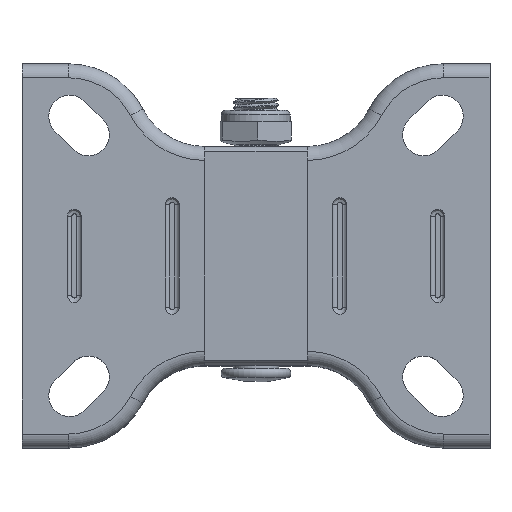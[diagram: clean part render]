
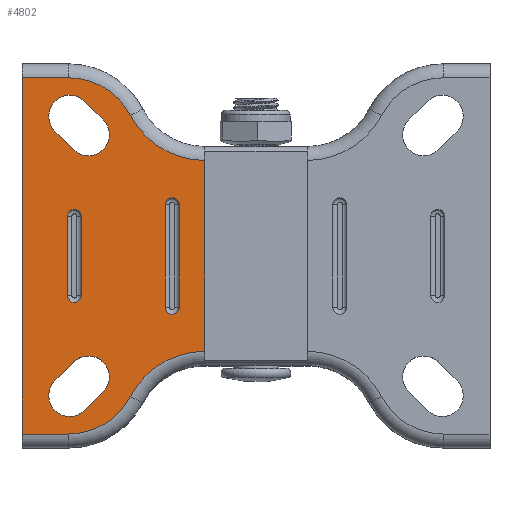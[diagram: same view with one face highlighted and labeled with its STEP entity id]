
A CAD part, top view. The second image highlights one B-rep face of the part: STEP entity #4802.
In plain terms, the highlighted face is planar.
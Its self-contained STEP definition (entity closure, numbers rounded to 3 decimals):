
#206=FACE_BOUND('',#931,.T.);
#207=FACE_BOUND('',#932,.T.);
#208=FACE_BOUND('',#933,.T.);
#209=FACE_BOUND('',#934,.T.);
#275=PLANE('',#5361);
#605=FACE_OUTER_BOUND('',#930,.T.);
#930=EDGE_LOOP('',(#3829,#3830,#3831,#3832,#3833,#3834,#3835,#3836));
#931=EDGE_LOOP('',(#3837,#3838,#3839,#3840));
#932=EDGE_LOOP('',(#3841,#3842,#3843,#3844));
#933=EDGE_LOOP('',(#3845,#3846,#3847,#3848));
#934=EDGE_LOOP('',(#3849,#3850,#3851,#3852));
#1214=CIRCLE('',#5265,1.5);
#1218=CIRCLE('',#5269,1.5);
#1238=CIRCLE('',#5289,1.5);
#1242=CIRCLE('',#5293,1.5);
#1251=CIRCLE('',#5305,4.5);
#1253=CIRCLE('',#5308,4.5);
#1294=CIRCLE('',#5362,18.);
#1295=CIRCLE('',#5363,15.);
#1296=CIRCLE('',#5364,15.);
#1297=CIRCLE('',#5365,18.);
#1298=CIRCLE('',#5366,4.5);
#1299=CIRCLE('',#5367,4.5);
#1565=LINE('',#12057,#1835);
#1566=LINE('',#12063,#1836);
#1567=LINE('',#12065,#1837);
#1568=LINE('',#12067,#1838);
#1569=LINE('',#12074,#1839);
#1570=LINE('',#12075,#1840);
#1571=LINE('',#12077,#1841);
#1572=LINE('',#12080,#1842);
#1573=LINE('',#12081,#1843);
#1574=LINE('',#12082,#1844);
#1575=LINE('',#12083,#1845);
#1576=LINE('',#12084,#1846);
#1835=VECTOR('',#6441,1000.);
#1836=VECTOR('',#6446,1000.);
#1837=VECTOR('',#6447,1000.);
#1838=VECTOR('',#6448,1000.);
#1839=VECTOR('',#6455,1000.);
#1840=VECTOR('',#6456,1000.);
#1841=VECTOR('',#6457,1000.);
#1842=VECTOR('',#6460,1000.);
#1843=VECTOR('',#6461,1000.);
#1844=VECTOR('',#6462,1000.);
#1845=VECTOR('',#6463,1000.);
#1846=VECTOR('',#6464,1000.);
#2178=VERTEX_POINT('',#11334);
#2179=VERTEX_POINT('',#11335);
#2182=VERTEX_POINT('',#11357);
#2183=VERTEX_POINT('',#11358);
#2202=VERTEX_POINT('',#11472);
#2203=VERTEX_POINT('',#11473);
#2206=VERTEX_POINT('',#11495);
#2207=VERTEX_POINT('',#11496);
#2220=VERTEX_POINT('',#11525);
#2221=VERTEX_POINT('',#11527);
#2224=VERTEX_POINT('',#11534);
#2225=VERTEX_POINT('',#11536);
#2300=VERTEX_POINT('',#12055);
#2301=VERTEX_POINT('',#12056);
#2302=VERTEX_POINT('',#12058);
#2303=VERTEX_POINT('',#12060);
#2304=VERTEX_POINT('',#12062);
#2305=VERTEX_POINT('',#12064);
#2306=VERTEX_POINT('',#12066);
#2307=VERTEX_POINT('',#12068);
#2308=VERTEX_POINT('',#12071);
#2309=VERTEX_POINT('',#12072);
#2310=VERTEX_POINT('',#12076);
#2311=VERTEX_POINT('',#12078);
#2718=EDGE_CURVE('',#2178,#2179,#1214,.T.);
#2722=EDGE_CURVE('',#2182,#2183,#1218,.T.);
#2742=EDGE_CURVE('',#2202,#2203,#1238,.T.);
#2746=EDGE_CURVE('',#2206,#2207,#1242,.T.);
#2760=EDGE_CURVE('',#2220,#2221,#1251,.T.);
#2764=EDGE_CURVE('',#2224,#2225,#1253,.T.);
#2853=EDGE_CURVE('',#2300,#2301,#1565,.T.);
#2854=EDGE_CURVE('',#2300,#2302,#1294,.T.);
#2855=EDGE_CURVE('',#2302,#2303,#1295,.T.);
#2856=EDGE_CURVE('',#2303,#2304,#1566,.T.);
#2857=EDGE_CURVE('',#2305,#2304,#1567,.T.);
#2858=EDGE_CURVE('',#2305,#2306,#1568,.T.);
#2859=EDGE_CURVE('',#2306,#2307,#1296,.T.);
#2860=EDGE_CURVE('',#2307,#2301,#1297,.T.);
#2861=EDGE_CURVE('',#2308,#2309,#1298,.T.);
#2862=EDGE_CURVE('',#2225,#2308,#1569,.T.);
#2863=EDGE_CURVE('',#2309,#2224,#1570,.T.);
#2864=EDGE_CURVE('',#2310,#2220,#1571,.T.);
#2865=EDGE_CURVE('',#2311,#2310,#1299,.T.);
#2866=EDGE_CURVE('',#2221,#2311,#1572,.T.);
#2867=EDGE_CURVE('',#2183,#2178,#1573,.T.);
#2868=EDGE_CURVE('',#2179,#2182,#1574,.T.);
#2869=EDGE_CURVE('',#2207,#2202,#1575,.T.);
#2870=EDGE_CURVE('',#2203,#2206,#1576,.T.);
#3829=ORIENTED_EDGE('',*,*,#2853,.F.);
#3830=ORIENTED_EDGE('',*,*,#2854,.T.);
#3831=ORIENTED_EDGE('',*,*,#2855,.T.);
#3832=ORIENTED_EDGE('',*,*,#2856,.T.);
#3833=ORIENTED_EDGE('',*,*,#2857,.F.);
#3834=ORIENTED_EDGE('',*,*,#2858,.T.);
#3835=ORIENTED_EDGE('',*,*,#2859,.T.);
#3836=ORIENTED_EDGE('',*,*,#2860,.T.);
#3837=ORIENTED_EDGE('',*,*,#2861,.F.);
#3838=ORIENTED_EDGE('',*,*,#2862,.F.);
#3839=ORIENTED_EDGE('',*,*,#2764,.F.);
#3840=ORIENTED_EDGE('',*,*,#2863,.F.);
#3841=ORIENTED_EDGE('',*,*,#2760,.F.);
#3842=ORIENTED_EDGE('',*,*,#2864,.F.);
#3843=ORIENTED_EDGE('',*,*,#2865,.F.);
#3844=ORIENTED_EDGE('',*,*,#2866,.F.);
#3845=ORIENTED_EDGE('',*,*,#2718,.F.);
#3846=ORIENTED_EDGE('',*,*,#2867,.F.);
#3847=ORIENTED_EDGE('',*,*,#2722,.F.);
#3848=ORIENTED_EDGE('',*,*,#2868,.F.);
#3849=ORIENTED_EDGE('',*,*,#2742,.F.);
#3850=ORIENTED_EDGE('',*,*,#2869,.F.);
#3851=ORIENTED_EDGE('',*,*,#2746,.F.);
#3852=ORIENTED_EDGE('',*,*,#2870,.F.);
#4802=ADVANCED_FACE('',(#605,#206,#207,#208,#209),#275,.T.);
#5265=AXIS2_PLACEMENT_3D('',#11336,#6204,#6205);
#5269=AXIS2_PLACEMENT_3D('',#11359,#6212,#6213);
#5289=AXIS2_PLACEMENT_3D('',#11474,#6252,#6253);
#5293=AXIS2_PLACEMENT_3D('',#11497,#6260,#6261);
#5305=AXIS2_PLACEMENT_3D('',#11528,#6289,#6290);
#5308=AXIS2_PLACEMENT_3D('',#11537,#6297,#6298);
#5361=AXIS2_PLACEMENT_3D('',#12054,#6439,#6440);
#5362=AXIS2_PLACEMENT_3D('',#12059,#6442,#6443);
#5363=AXIS2_PLACEMENT_3D('',#12061,#6444,#6445);
#5364=AXIS2_PLACEMENT_3D('',#12069,#6449,#6450);
#5365=AXIS2_PLACEMENT_3D('',#12070,#6451,#6452);
#5366=AXIS2_PLACEMENT_3D('',#12073,#6453,#6454);
#5367=AXIS2_PLACEMENT_3D('',#12079,#6458,#6459);
#6204=DIRECTION('center_axis',(0.,1.,0.));
#6205=DIRECTION('ref_axis',(0.,0.,1.));
#6212=DIRECTION('center_axis',(0.,1.,0.));
#6213=DIRECTION('ref_axis',(0.,0.,1.));
#6252=DIRECTION('center_axis',(0.,1.,0.));
#6253=DIRECTION('ref_axis',(0.,0.,1.));
#6260=DIRECTION('center_axis',(0.,1.,0.));
#6261=DIRECTION('ref_axis',(0.,0.,1.));
#6289=DIRECTION('center_axis',(0.,1.,0.));
#6290=DIRECTION('ref_axis',(0.,0.,-1.));
#6297=DIRECTION('center_axis',(0.,1.,0.));
#6298=DIRECTION('ref_axis',(0.,0.,1.));
#6439=DIRECTION('center_axis',(0.,1.,0.));
#6440=DIRECTION('ref_axis',(0.,0.,1.));
#6441=DIRECTION('',(0.,0.,1.));
#6442=DIRECTION('center_axis',(0.,-1.,0.));
#6443=DIRECTION('ref_axis',(0.,0.,1.));
#6444=DIRECTION('center_axis',(0.,1.,0.));
#6445=DIRECTION('ref_axis',(0.,0.,1.));
#6446=DIRECTION('',(-1.,0.,0.));
#6447=DIRECTION('',(0.,0.,-1.));
#6448=DIRECTION('',(1.,0.,0.));
#6449=DIRECTION('center_axis',(0.,1.,0.));
#6450=DIRECTION('ref_axis',(0.,0.,1.));
#6451=DIRECTION('center_axis',(0.,-1.,0.));
#6452=DIRECTION('ref_axis',(0.,0.,1.));
#6453=DIRECTION('center_axis',(0.,1.,0.));
#6454=DIRECTION('ref_axis',(0.,0.,1.));
#6455=DIRECTION('',(-0.707,0.,-0.707));
#6456=DIRECTION('',(0.707,0.,0.707));
#6457=DIRECTION('',(-0.707,0.,0.707));
#6458=DIRECTION('center_axis',(0.,1.,0.));
#6459=DIRECTION('ref_axis',(0.,0.,-1.));
#6460=DIRECTION('',(0.707,0.,-0.707));
#6461=DIRECTION('',(0.,0.,-1.));
#6462=DIRECTION('',(0.,0.,1.));
#6463=DIRECTION('',(0.,0.,-1.));
#6464=DIRECTION('',(0.,0.,1.));
#11334=CARTESIAN_POINT('',(-37.5,0.,-8.5));
#11335=CARTESIAN_POINT('',(-40.5,0.,-8.5));
#11336=CARTESIAN_POINT('Origin',(-39.,0.,-8.5));
#11357=CARTESIAN_POINT('',(-40.5,0.,8.5));
#11358=CARTESIAN_POINT('',(-37.5,0.,8.5));
#11359=CARTESIAN_POINT('Origin',(-39.,0.,8.5));
#11472=CARTESIAN_POINT('',(-16.5,0.,-11.));
#11473=CARTESIAN_POINT('',(-19.5,0.,-11.));
#11474=CARTESIAN_POINT('Origin',(-18.,0.,-11.));
#11495=CARTESIAN_POINT('',(-19.5,0.,11.));
#11496=CARTESIAN_POINT('',(-16.5,0.,11.));
#11497=CARTESIAN_POINT('Origin',(-18.,0.,11.));
#11525=CARTESIAN_POINT('',(-43.182,0.,26.818));
#11527=CARTESIAN_POINT('',(-36.818,0.,33.182));
#11528=CARTESIAN_POINT('Origin',(-40.,0.,30.));
#11534=CARTESIAN_POINT('',(-39.182,0.,-22.818));
#11536=CARTESIAN_POINT('',(-32.818,0.,-29.182));
#11537=CARTESIAN_POINT('Origin',(-36.,0.,-26.));
#12054=CARTESIAN_POINT('Origin',(50.25,0.,-41.25));
#12055=CARTESIAN_POINT('',(-11.,0.,-20.5));
#12056=CARTESIAN_POINT('',(-11.,0.,20.5));
#12057=CARTESIAN_POINT('',(-11.,0.,-28.689));
#12058=CARTESIAN_POINT('',(-26.963,0.,-30.182));
#12059=CARTESIAN_POINT('Origin',(-11.,0.,-38.5));
#12060=CARTESIAN_POINT('',(-40.265,0.,-38.25));
#12061=CARTESIAN_POINT('Origin',(-40.265,0.,-23.25));
#12062=CARTESIAN_POINT('',(-50.25,0.,-38.25));
#12063=CARTESIAN_POINT('',(50.25,0.,-38.251));
#12064=CARTESIAN_POINT('',(-50.25,0.,38.25));
#12065=CARTESIAN_POINT('',(-50.25,0.,-41.25));
#12066=CARTESIAN_POINT('',(-40.265,0.,38.25));
#12067=CARTESIAN_POINT('',(50.25,0.,38.25));
#12068=CARTESIAN_POINT('',(-26.963,0.,30.182));
#12069=CARTESIAN_POINT('Origin',(-40.265,0.,23.25));
#12070=CARTESIAN_POINT('Origin',(-11.,0.,38.5));
#12071=CARTESIAN_POINT('',(-36.818,0.,-33.182));
#12072=CARTESIAN_POINT('',(-43.182,0.,-26.818));
#12073=CARTESIAN_POINT('Origin',(-40.,0.,-30.));
#12074=CARTESIAN_POINT('',(-36.818,0.,-33.182));
#12075=CARTESIAN_POINT('',(-43.182,0.,-26.818));
#12076=CARTESIAN_POINT('',(-39.182,0.,22.818));
#12077=CARTESIAN_POINT('',(-43.182,0.,26.818));
#12078=CARTESIAN_POINT('',(-32.818,0.,29.182));
#12079=CARTESIAN_POINT('Origin',(-36.,0.,26.));
#12080=CARTESIAN_POINT('',(-36.818,0.,33.182));
#12081=CARTESIAN_POINT('',(-37.5,0.,-8.5));
#12082=CARTESIAN_POINT('',(-40.5,0.,-8.5));
#12083=CARTESIAN_POINT('',(-16.5,0.,-11.));
#12084=CARTESIAN_POINT('',(-19.5,0.,-11.));
